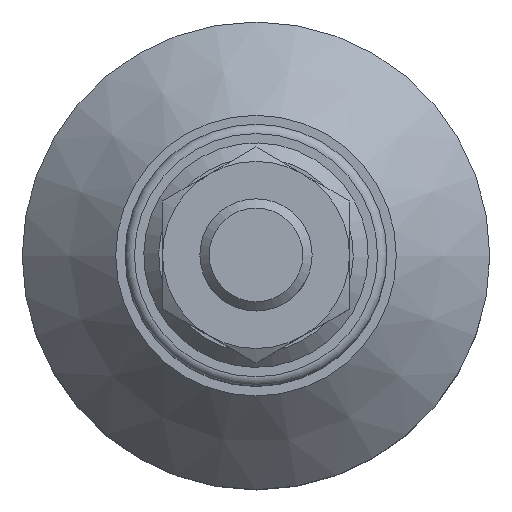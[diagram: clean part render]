
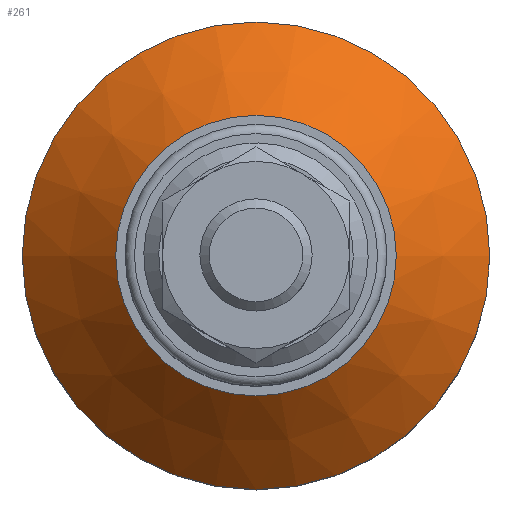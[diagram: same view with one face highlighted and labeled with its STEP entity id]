
A CAD part, top view. The second image highlights one B-rep face of the part: STEP entity #261.
In plain terms, the highlighted conical face has half-angle 45 degrees and reference radius 12.5 mm.
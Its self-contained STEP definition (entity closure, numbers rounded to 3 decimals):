
#240=CONICAL_SURFACE('',#1148,12.5,45.);
#261=ADVANCED_FACE('',(#369,#370),#240,.T.);
#369=FACE_BOUND('',#423,.T.);
#370=FACE_BOUND('',#424,.T.);
#423=EDGE_LOOP('',(#529));
#424=EDGE_LOOP('',(#530));
#529=ORIENTED_EDGE('',*,*,#931,.T.);
#530=ORIENTED_EDGE('',*,*,#935,.F.);
#829=VERTEX_POINT('',#1558);
#833=VERTEX_POINT('',#1568);
#931=EDGE_CURVE('',#829,#829,#1083,.T.);
#935=EDGE_CURVE('',#833,#833,#1087,.T.);
#1083=CIRCLE('',#1141,7.5);
#1087=CIRCLE('',#1147,12.5);
#1141=AXIS2_PLACEMENT_3D('',#1557,#1272,#1273);
#1147=AXIS2_PLACEMENT_3D('',#1567,#1284,#1285);
#1148=AXIS2_PLACEMENT_3D('',#1569,#1286,#1287);
#1272=DIRECTION('',(0.,0.,-1.));
#1273=DIRECTION('',(1.,0.,0.));
#1284=DIRECTION('',(0.,0.,-1.));
#1285=DIRECTION('',(1.,0.,0.));
#1286=DIRECTION('',(0.,0.,-1.));
#1287=DIRECTION('',(1.,0.,0.));
#1557=CARTESIAN_POINT('',(0.,0.,18.));
#1558=CARTESIAN_POINT('',(7.5,0.,18.));
#1567=CARTESIAN_POINT('',(0.,0.,13.));
#1568=CARTESIAN_POINT('',(12.5,0.,13.));
#1569=CARTESIAN_POINT('',(0.,0.,13.));
